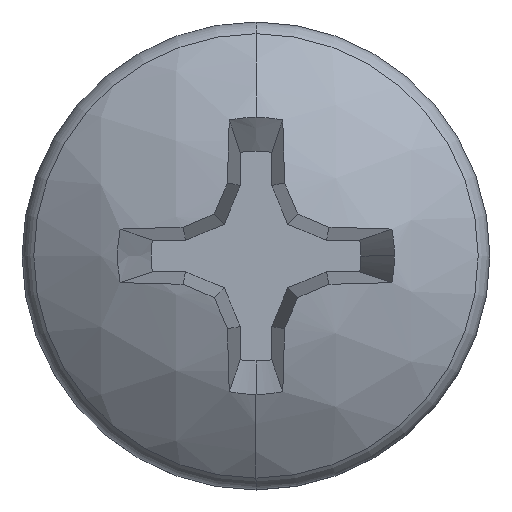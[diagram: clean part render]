
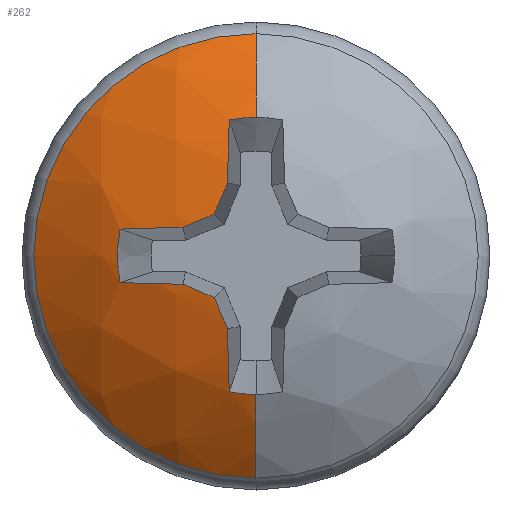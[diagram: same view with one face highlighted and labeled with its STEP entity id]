
A CAD part, top view. The second image highlights one B-rep face of the part: STEP entity #262.
In plain terms, the highlighted spherical face has radius 5.936 mm.
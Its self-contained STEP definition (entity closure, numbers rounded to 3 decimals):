
#262 = ADVANCED_FACE ( 'NONE', ( #3270 ), #3269, .T. ) ;
#424 = DIRECTION ( 'NONE',  ( 0., 1., 0. ) ) ;
#428 = CARTESIAN_POINT ( 'NONE',  ( 0., 0., 15.164 ) ) ;
#429 = DIRECTION ( 'NONE',  ( -1., 0., 0. ) ) ;
#649 = ORIENTED_EDGE ( 'NONE', *, *, #7467, .F. ) ;
#767 = ORIENTED_EDGE ( 'NONE', *, *, #7466, .F. ) ;
#1968 = ORIENTED_EDGE ( 'NONE', *, *, #7468, .F. ) ;
#1969 = ORIENTED_EDGE ( 'NONE', *, *, #7469, .F. ) ;
#1970 = ORIENTED_EDGE ( 'NONE', *, *, #7470, .F. ) ;
#1971 = ORIENTED_EDGE ( 'NONE', *, *, #7471, .F. ) ;
#1972 = ORIENTED_EDGE ( 'NONE', *, *, #7472, .F. ) ;
#1973 = ORIENTED_EDGE ( 'NONE', *, *, #7473, .F. ) ;
#1974 = ORIENTED_EDGE ( 'NONE', *, *, #7474, .F. ) ;
#1975 = ORIENTED_EDGE ( 'NONE', *, *, #7475, .T. ) ;
#1976 = ORIENTED_EDGE ( 'NONE', *, *, #7476, .T. ) ;
#2574 = CIRCLE ( 'NONE', #7720, 2.368 ) ;
#2576 = CIRCLE ( 'NONE', #7719, 5.936 ) ;
#2578 = CIRCLE ( 'NONE', #7722, 5.921 ) ;
#2579 = CIRCLE ( 'NONE', #7721, 5.936 ) ;
#2580 = CIRCLE ( 'NONE', #7723, 5.921 ) ;
#2581 = CIRCLE ( 'NONE', #7724, 5.936 ) ;
#2582 = CIRCLE ( 'NONE', #7725, 2.368 ) ;
#2583 = CIRCLE ( 'NONE', #7726, 5.936 ) ;
#2584 = CIRCLE ( 'NONE', #7727, 5.921 ) ;
#2585 = CIRCLE ( 'NONE', #7728, 5.921 ) ;
#2586 = CIRCLE ( 'NONE', #7729, 5.936 ) ;
#2587 = CIRCLE ( 'NONE', #7730, 2.368 ) ;
#2588 = CIRCLE ( 'NONE', #7731, 5.936 ) ;
#2589 = CIRCLE ( 'NONE', #7732, 3.799 ) ;
#2704 = EDGE_LOOP ( 'NONE', ( #1976, #1975, #1974, #1973, #1972, #1971, #1970, #1969, #1968, #649, #767, #6107, #6130, #6367 ) ) ;
#3269 = SPHERICAL_SURFACE ( 'NONE', #7596, 5.936 ) ;
#3270 = FACE_OUTER_BOUND ( 'NONE', #2704, .T. ) ;
#4062 = CARTESIAN_POINT ( 'NONE',  ( 0., 0., 15.164 ) ) ;
#4063 = DIRECTION ( 'NONE',  ( 1., 0., 0. ) ) ;
#4064 = DIRECTION ( 'NONE',  ( 0., 0., -1. ) ) ;
#4065 = CARTESIAN_POINT ( 'NONE',  ( 0., 0., 20.607 ) ) ;
#4066 = DIRECTION ( 'NONE',  ( 0., 0., 1. ) ) ;
#4067 = DIRECTION ( 'NONE',  ( -1., 0., 0. ) ) ;
#4068 = CARTESIAN_POINT ( 'NONE',  ( 0.019, 0., 15.165 ) ) ;
#4069 = DIRECTION ( 'NONE',  ( 0.996, 0., 0.087 ) ) ;
#4070 = DIRECTION ( 'NONE',  ( 0.087, 0., -0.996 ) ) ;
#4071 = CARTESIAN_POINT ( 'NONE',  ( -0.386, 0.16, 15.127 ) ) ;
#4072 = DIRECTION ( 'NONE',  ( 0.92, -0.381, 0.087 ) ) ;
#4073 = DIRECTION ( 'NONE',  ( 0.383, 0.924, 0. ) ) ;
#4074 = CARTESIAN_POINT ( 'NONE',  ( -0.16, 0.386, 15.127 ) ) ;
#4075 = DIRECTION ( 'NONE',  ( 0.381, -0.92, 0.087 ) ) ;
#4076 = DIRECTION ( 'NONE',  ( 0.924, 0.383, 0. ) ) ;
#4077 = CARTESIAN_POINT ( 'NONE',  ( 0., -0.019, 15.165 ) ) ;
#4078 = DIRECTION ( 'NONE',  ( 0., -0.996, 0.087 ) ) ;
#4079 = DIRECTION ( 'NONE',  ( 0., -0.087, -0.996 ) ) ;
#4080 = CARTESIAN_POINT ( 'NONE',  ( 0., 0., 20.607 ) ) ;
#4081 = DIRECTION ( 'NONE',  ( 0., 0., 1. ) ) ;
#4082 = DIRECTION ( 'NONE',  ( -1., 0., 0. ) ) ;
#4083 = CARTESIAN_POINT ( 'NONE',  ( 0., 0.019, 15.165 ) ) ;
#4084 = DIRECTION ( 'NONE',  ( 0., 0.996, 0.087 ) ) ;
#4085 = DIRECTION ( 'NONE',  ( 0., -0.087, 0.996 ) ) ;
#4086 = CARTESIAN_POINT ( 'NONE',  ( -0.16, -0.386, 15.127 ) ) ;
#4087 = DIRECTION ( 'NONE',  ( 0.381, 0.92, 0.087 ) ) ;
#4088 = DIRECTION ( 'NONE',  ( -0.924, 0.383, 0. ) ) ;
#4089 = CARTESIAN_POINT ( 'NONE',  ( -0.386, -0.16, 15.127 ) ) ;
#4090 = DIRECTION ( 'NONE',  ( 0.92, 0.381, 0.087 ) ) ;
#4091 = DIRECTION ( 'NONE',  ( -0.383, 0.924, 0. ) ) ;
#4092 = CARTESIAN_POINT ( 'NONE',  ( 0.019, 0., 15.165 ) ) ;
#4093 = DIRECTION ( 'NONE',  ( 0.996, 0., 0.087 ) ) ;
#4094 = DIRECTION ( 'NONE',  ( 0.087, 0., -0.996 ) ) ;
#4095 = CARTESIAN_POINT ( 'NONE',  ( 0., 0., 20.607 ) ) ;
#4096 = DIRECTION ( 'NONE',  ( 0., 0., 1. ) ) ;
#4097 = DIRECTION ( 'NONE',  ( 0., 1., 0. ) ) ;
#4098 = CARTESIAN_POINT ( 'NONE',  ( 0., 0., 15.164 ) ) ;
#4099 = DIRECTION ( 'NONE',  ( -1., 0., 0. ) ) ;
#4100 = DIRECTION ( 'NONE',  ( 0., -1., 0. ) ) ;
#4101 = CARTESIAN_POINT ( 'NONE',  ( 0., 0., 19.725 ) ) ;
#4102 = DIRECTION ( 'NONE',  ( 0., 0., 1. ) ) ;
#4103 = DIRECTION ( 'NONE',  ( 0., -1., 0. ) ) ;
#4457 = CARTESIAN_POINT ( 'NONE',  ( -2.323, 0.457, 20.607 ) ) ;
#4462 = CARTESIAN_POINT ( 'NONE',  ( 0., -3.799, 19.725 ) ) ;
#4467 = CARTESIAN_POINT ( 'NONE',  ( -2.323, -0.457, 20.607 ) ) ;
#4486 = CARTESIAN_POINT ( 'NONE',  ( -0.714, -0.714, 21.014 ) ) ;
#4494 = CARTESIAN_POINT ( 'NONE',  ( -0.487, -1.247, 20.947 ) ) ;
#4503 = CARTESIAN_POINT ( 'NONE',  ( -1.247, 0.487, 20.947 ) ) ;
#4506 = CARTESIAN_POINT ( 'NONE',  ( -0.487, 1.247, 20.947 ) ) ;
#4510 = CARTESIAN_POINT ( 'NONE',  ( -0.457, -2.323, 20.607 ) ) ;
#4517 = CARTESIAN_POINT ( 'NONE',  ( -1.247, -0.487, 20.947 ) ) ;
#4519 = CARTESIAN_POINT ( 'NONE',  ( 0., 3.799, 19.725 ) ) ;
#4525 = CARTESIAN_POINT ( 'NONE',  ( -0.457, 2.323, 20.607 ) ) ;
#4554 = CARTESIAN_POINT ( 'NONE',  ( 0., -2.368, 20.607 ) ) ;
#4555 = CARTESIAN_POINT ( 'NONE',  ( 0., 2.368, 20.607 ) ) ;
#4558 = CARTESIAN_POINT ( 'NONE',  ( -0.714, 0.714, 21.014 ) ) ;
#6078 = VERTEX_POINT ( 'NONE', #4462 ) ;
#6088 = VERTEX_POINT ( 'NONE', #4457 ) ;
#6090 = VERTEX_POINT ( 'NONE', #4467 ) ;
#6107 = ORIENTED_EDGE ( 'NONE', *, *, #7465, .F. ) ;
#6130 = ORIENTED_EDGE ( 'NONE', *, *, #7464, .F. ) ;
#6165 = VERTEX_POINT ( 'NONE', #4486 ) ;
#6206 = VERTEX_POINT ( 'NONE', #4494 ) ;
#6237 = VERTEX_POINT ( 'NONE', #4503 ) ;
#6240 = VERTEX_POINT ( 'NONE', #4506 ) ;
#6259 = VERTEX_POINT ( 'NONE', #4510 ) ;
#6302 = VERTEX_POINT ( 'NONE', #4519 ) ;
#6314 = VERTEX_POINT ( 'NONE', #4517 ) ;
#6327 = VERTEX_POINT ( 'NONE', #4525 ) ;
#6367 = ORIENTED_EDGE ( 'NONE', *, *, #7463, .F. ) ;
#6447 = VERTEX_POINT ( 'NONE', #4554 ) ;
#6468 = VERTEX_POINT ( 'NONE', #4555 ) ;
#6486 = VERTEX_POINT ( 'NONE', #4558 ) ;
#7463 = EDGE_CURVE ( 'NONE', #6302, #6468, #2576, .T. ) ;
#7464 = EDGE_CURVE ( 'NONE', #6468, #6327, #2574, .T. ) ;
#7465 = EDGE_CURVE ( 'NONE', #6327, #6240, #2579, .T. ) ;
#7466 = EDGE_CURVE ( 'NONE', #6240, #6486, #2578, .T. ) ;
#7467 = EDGE_CURVE ( 'NONE', #6486, #6237, #2580, .T. ) ;
#7468 = EDGE_CURVE ( 'NONE', #6237, #6088, #2581, .T. ) ;
#7469 = EDGE_CURVE ( 'NONE', #6088, #6090, #2582, .T. ) ;
#7470 = EDGE_CURVE ( 'NONE', #6090, #6314, #2583, .T. ) ;
#7471 = EDGE_CURVE ( 'NONE', #6314, #6165, #2584, .T. ) ;
#7472 = EDGE_CURVE ( 'NONE', #6165, #6206, #2585, .T. ) ;
#7473 = EDGE_CURVE ( 'NONE', #6206, #6259, #2586, .T. ) ;
#7474 = EDGE_CURVE ( 'NONE', #6259, #6447, #2587, .T. ) ;
#7475 = EDGE_CURVE ( 'NONE', #6078, #6447, #2588, .T. ) ;
#7476 = EDGE_CURVE ( 'NONE', #6302, #6078, #2589, .T. ) ;
#7596 = AXIS2_PLACEMENT_3D ( 'NONE', #428, #429, #424 ) ;
#7719 = AXIS2_PLACEMENT_3D ( 'NONE', #4062, #4063, #4064 ) ;
#7720 = AXIS2_PLACEMENT_3D ( 'NONE', #4065, #4066, #4067 ) ;
#7721 = AXIS2_PLACEMENT_3D ( 'NONE', #4068, #4069, #4070 ) ;
#7722 = AXIS2_PLACEMENT_3D ( 'NONE', #4071, #4072, #4073 ) ;
#7723 = AXIS2_PLACEMENT_3D ( 'NONE', #4074, #4075, #4076 ) ;
#7724 = AXIS2_PLACEMENT_3D ( 'NONE', #4077, #4078, #4079 ) ;
#7725 = AXIS2_PLACEMENT_3D ( 'NONE', #4080, #4081, #4082 ) ;
#7726 = AXIS2_PLACEMENT_3D ( 'NONE', #4083, #4084, #4085 ) ;
#7727 = AXIS2_PLACEMENT_3D ( 'NONE', #4086, #4087, #4088 ) ;
#7728 = AXIS2_PLACEMENT_3D ( 'NONE', #4089, #4090, #4091 ) ;
#7729 = AXIS2_PLACEMENT_3D ( 'NONE', #4092, #4093, #4094 ) ;
#7730 = AXIS2_PLACEMENT_3D ( 'NONE', #4095, #4096, #4097 ) ;
#7731 = AXIS2_PLACEMENT_3D ( 'NONE', #4098, #4099, #4100 ) ;
#7732 = AXIS2_PLACEMENT_3D ( 'NONE', #4101, #4102, #4103 ) ;
